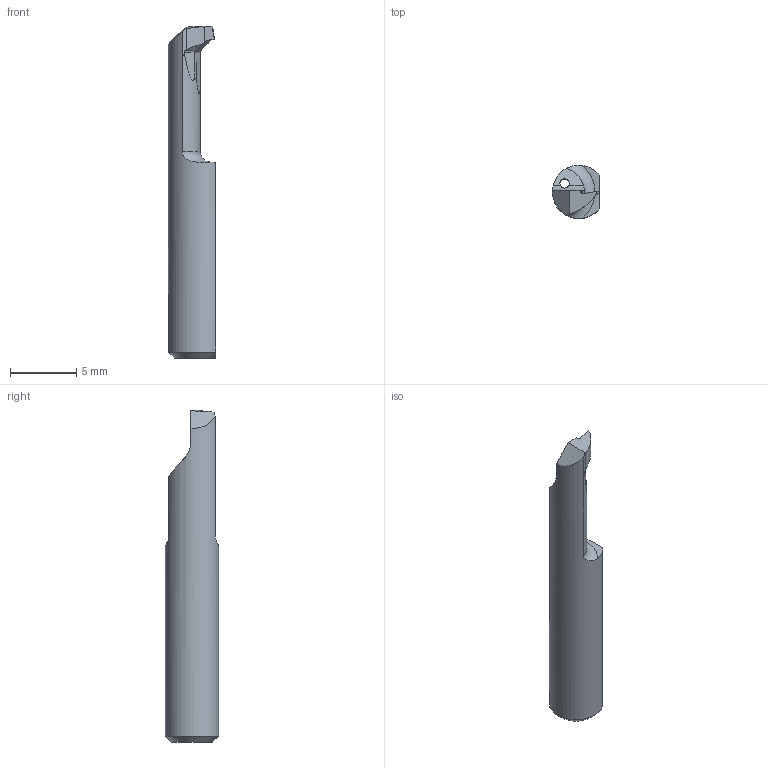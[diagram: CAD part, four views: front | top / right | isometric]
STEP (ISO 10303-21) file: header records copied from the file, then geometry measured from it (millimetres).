
FILE_DESCRIPTION (( 'STEP AP203' ), '1' );
FILE_NAME ('RP70.4-10.step', '2023-11-02T09:57:04', ( '' ), ( '' ), 'SwSTEP 2.0', 'SolidWorks 2022', '' );
FILE_SCHEMA (( 'CONFIG_CONTROL_DESIGN' ));
Length unit declared in the file: millimetre
Products named in the file (1): RP70.4-10
Bounding box: 3.55 x 4 x 25 mm (x, y, z)
Volume: 216.8 mm3; surface area: 331.5 mm2
Topology: 1 solids, 1 shells, 32 faces, 89 edges, 57 vertices
Faces by surface type: plane 16, cylinder 8, cone 4, torus 4
Full cylindrical faces by diameter (mm): 0.7 x1
Entity records: 1152 total; most frequent: CARTESIAN_POINT 328, ORIENTED_EDGE 174, DIRECTION 136, EDGE_CURVE 87, VERTEX_POINT 56, AXIS2_PLACEMENT_3D 48, VECTOR 40, LINE 40
